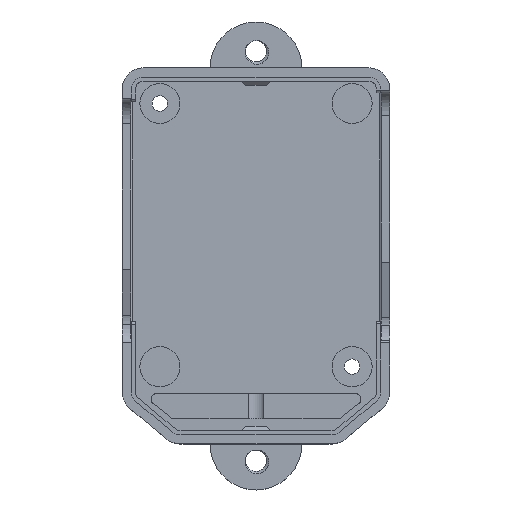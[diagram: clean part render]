
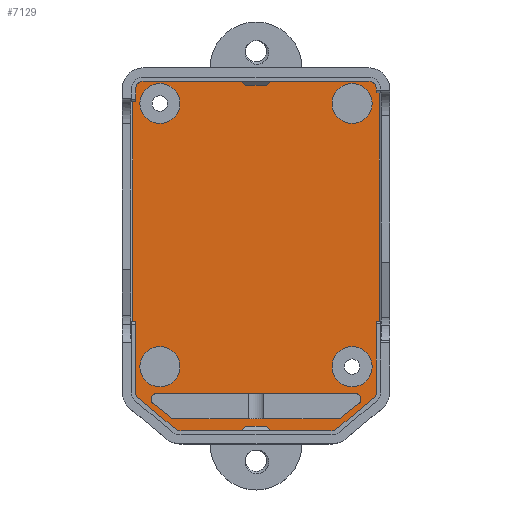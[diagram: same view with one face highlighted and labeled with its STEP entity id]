
A CAD part, top view. The second image highlights one B-rep face of the part: STEP entity #7129.
In plain terms, the highlighted face is planar.
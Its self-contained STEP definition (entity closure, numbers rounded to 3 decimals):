
#63=FACE_BOUND('',#1149,.T.);
#64=FACE_BOUND('',#1150,.T.);
#65=FACE_BOUND('',#1151,.T.);
#66=FACE_BOUND('',#1152,.T.);
#67=FACE_BOUND('',#1153,.T.);
#219=PLANE('',#7548);
#736=FACE_OUTER_BOUND('',#1148,.T.);
#1148=EDGE_LOOP('',(#6585,#6586,#6587,#6588,#6589,#6590,#6591,#6592,#6593,
#6594,#6595,#6596));
#1149=EDGE_LOOP('',(#6597));
#1150=EDGE_LOOP('',(#6598));
#1151=EDGE_LOOP('',(#6599));
#1152=EDGE_LOOP('',(#6600));
#1153=EDGE_LOOP('',(#6601,#6602,#6603,#6604,#6605,#6606,#6607,#6608,#6609,
#6610,#6611,#6612));
#1234=CIRCLE('',#7337,4.8);
#1236=CIRCLE('',#7341,4.8);
#1238=CIRCLE('',#7345,4.8);
#1240=CIRCLE('',#7349,4.8);
#1241=CIRCLE('',#7352,1.);
#1242=CIRCLE('',#7355,1.);
#1243=CIRCLE('',#7358,1.);
#1244=CIRCLE('',#7361,1.);
#1245=CIRCLE('',#7363,1.);
#1246=CIRCLE('',#7365,1.);
#1323=CIRCLE('',#7549,2.5);
#1324=CIRCLE('',#7550,2.5);
#1325=CIRCLE('',#7551,2.5);
#1326=CIRCLE('',#7552,2.5);
#1327=CIRCLE('',#7553,2.5);
#1328=CIRCLE('',#7554,2.5);
#2035=LINE('',#15720,#2601);
#2051=LINE('',#15785,#2617);
#2054=LINE('',#15794,#2620);
#2057=LINE('',#15802,#2623);
#2061=LINE('',#15815,#2627);
#2062=LINE('',#15817,#2628);
#2220=LINE('',#16341,#2786);
#2221=LINE('',#16345,#2787);
#2222=LINE('',#16349,#2788);
#2223=LINE('',#16353,#2789);
#2224=LINE('',#16357,#2790);
#2225=LINE('',#16360,#2791);
#2601=VECTOR('',#8299,10.);
#2617=VECTOR('',#8369,10.);
#2620=VECTOR('',#8378,10.);
#2623=VECTOR('',#8387,10.);
#2627=VECTOR('',#8405,10.);
#2628=VECTOR('',#8408,10.);
#2786=VECTOR('',#8930,10.);
#2787=VECTOR('',#8933,10.);
#2788=VECTOR('',#8936,10.);
#2789=VECTOR('',#8939,10.);
#2790=VECTOR('',#8942,10.);
#2791=VECTOR('',#8945,10.);
#3314=VERTEX_POINT('',#15717);
#3315=VERTEX_POINT('',#15719);
#3328=VERTEX_POINT('',#15751);
#3330=VERTEX_POINT('',#15758);
#3332=VERTEX_POINT('',#15765);
#3334=VERTEX_POINT('',#15772);
#3335=VERTEX_POINT('',#15777);
#3336=VERTEX_POINT('',#15779);
#3337=VERTEX_POINT('',#15783);
#3338=VERTEX_POINT('',#15787);
#3339=VERTEX_POINT('',#15789);
#3340=VERTEX_POINT('',#15793);
#3341=VERTEX_POINT('',#15797);
#3342=VERTEX_POINT('',#15801);
#3343=VERTEX_POINT('',#15807);
#3344=VERTEX_POINT('',#15811);
#3472=VERTEX_POINT('',#16337);
#3473=VERTEX_POINT('',#16338);
#3474=VERTEX_POINT('',#16340);
#3475=VERTEX_POINT('',#16342);
#3476=VERTEX_POINT('',#16344);
#3477=VERTEX_POINT('',#16346);
#3478=VERTEX_POINT('',#16348);
#3479=VERTEX_POINT('',#16350);
#3480=VERTEX_POINT('',#16352);
#3481=VERTEX_POINT('',#16354);
#3482=VERTEX_POINT('',#16356);
#3483=VERTEX_POINT('',#16358);
#4238=EDGE_CURVE('',#3315,#3314,#2035,.T.);
#4255=EDGE_CURVE('',#3328,#3328,#1234,.T.);
#4258=EDGE_CURVE('',#3330,#3330,#1236,.T.);
#4261=EDGE_CURVE('',#3332,#3332,#1238,.T.);
#4264=EDGE_CURVE('',#3334,#3334,#1240,.T.);
#4266=EDGE_CURVE('',#3335,#3336,#1241,.F.);
#4269=EDGE_CURVE('',#3335,#3337,#2051,.T.);
#4271=EDGE_CURVE('',#3338,#3339,#1242,.F.);
#4273=EDGE_CURVE('',#3340,#3339,#2054,.T.);
#4275=EDGE_CURVE('',#3340,#3341,#1243,.F.);
#4277=EDGE_CURVE('',#3342,#3341,#2057,.T.);
#4279=EDGE_CURVE('',#3342,#3314,#1244,.F.);
#4281=EDGE_CURVE('',#3343,#3337,#1245,.F.);
#4282=EDGE_CURVE('',#3315,#3344,#1246,.F.);
#4284=EDGE_CURVE('',#3343,#3344,#2061,.T.);
#4285=EDGE_CURVE('',#3338,#3336,#2062,.T.);
#4522=EDGE_CURVE('',#3472,#3473,#1323,.T.);
#4523=EDGE_CURVE('',#3473,#3474,#2220,.T.);
#4524=EDGE_CURVE('',#3474,#3475,#1324,.T.);
#4525=EDGE_CURVE('',#3475,#3476,#2221,.T.);
#4526=EDGE_CURVE('',#3476,#3477,#1325,.T.);
#4527=EDGE_CURVE('',#3477,#3478,#2222,.T.);
#4528=EDGE_CURVE('',#3478,#3479,#1326,.T.);
#4529=EDGE_CURVE('',#3479,#3480,#2223,.T.);
#4530=EDGE_CURVE('',#3480,#3481,#1327,.T.);
#4531=EDGE_CURVE('',#3481,#3482,#2224,.T.);
#4532=EDGE_CURVE('',#3482,#3483,#1328,.T.);
#4533=EDGE_CURVE('',#3483,#3472,#2225,.T.);
#6585=ORIENTED_EDGE('',*,*,#4522,.T.);
#6586=ORIENTED_EDGE('',*,*,#4523,.T.);
#6587=ORIENTED_EDGE('',*,*,#4524,.T.);
#6588=ORIENTED_EDGE('',*,*,#4525,.T.);
#6589=ORIENTED_EDGE('',*,*,#4526,.T.);
#6590=ORIENTED_EDGE('',*,*,#4527,.T.);
#6591=ORIENTED_EDGE('',*,*,#4528,.T.);
#6592=ORIENTED_EDGE('',*,*,#4529,.T.);
#6593=ORIENTED_EDGE('',*,*,#4530,.T.);
#6594=ORIENTED_EDGE('',*,*,#4531,.T.);
#6595=ORIENTED_EDGE('',*,*,#4532,.T.);
#6596=ORIENTED_EDGE('',*,*,#4533,.T.);
#6597=ORIENTED_EDGE('',*,*,#4255,.T.);
#6598=ORIENTED_EDGE('',*,*,#4258,.T.);
#6599=ORIENTED_EDGE('',*,*,#4261,.T.);
#6600=ORIENTED_EDGE('',*,*,#4264,.T.);
#6601=ORIENTED_EDGE('',*,*,#4238,.T.);
#6602=ORIENTED_EDGE('',*,*,#4279,.F.);
#6603=ORIENTED_EDGE('',*,*,#4277,.T.);
#6604=ORIENTED_EDGE('',*,*,#4275,.F.);
#6605=ORIENTED_EDGE('',*,*,#4273,.T.);
#6606=ORIENTED_EDGE('',*,*,#4271,.F.);
#6607=ORIENTED_EDGE('',*,*,#4285,.T.);
#6608=ORIENTED_EDGE('',*,*,#4266,.F.);
#6609=ORIENTED_EDGE('',*,*,#4269,.T.);
#6610=ORIENTED_EDGE('',*,*,#4281,.F.);
#6611=ORIENTED_EDGE('',*,*,#4284,.T.);
#6612=ORIENTED_EDGE('',*,*,#4282,.F.);
#7129=ADVANCED_FACE('',(#736,#63,#64,#65,#66,#67),#219,.T.);
#7337=AXIS2_PLACEMENT_3D('',#15753,#8329,#8330);
#7341=AXIS2_PLACEMENT_3D('',#15760,#8338,#8339);
#7345=AXIS2_PLACEMENT_3D('',#15767,#8347,#8348);
#7349=AXIS2_PLACEMENT_3D('',#15774,#8356,#8357);
#7352=AXIS2_PLACEMENT_3D('',#15780,#8363,#8364);
#7355=AXIS2_PLACEMENT_3D('',#15790,#8373,#8374);
#7358=AXIS2_PLACEMENT_3D('',#15798,#8382,#8383);
#7361=AXIS2_PLACEMENT_3D('',#15805,#8391,#8392);
#7363=AXIS2_PLACEMENT_3D('',#15809,#8396,#8397);
#7365=AXIS2_PLACEMENT_3D('',#15812,#8400,#8401);
#7548=AXIS2_PLACEMENT_3D('',#16336,#8926,#8927);
#7549=AXIS2_PLACEMENT_3D('',#16339,#8928,#8929);
#7550=AXIS2_PLACEMENT_3D('',#16343,#8931,#8932);
#7551=AXIS2_PLACEMENT_3D('',#16347,#8934,#8935);
#7552=AXIS2_PLACEMENT_3D('',#16351,#8937,#8938);
#7553=AXIS2_PLACEMENT_3D('',#16355,#8940,#8941);
#7554=AXIS2_PLACEMENT_3D('',#16359,#8943,#8944);
#8299=DIRECTION('',(1.,0.,0.));
#8329=DIRECTION('center_axis',(0.,-1.,0.));
#8330=DIRECTION('ref_axis',(1.,0.,0.));
#8338=DIRECTION('center_axis',(0.,-1.,0.));
#8339=DIRECTION('ref_axis',(1.,0.,0.));
#8347=DIRECTION('center_axis',(0.,-1.,0.));
#8348=DIRECTION('ref_axis',(1.,0.,0.));
#8356=DIRECTION('center_axis',(0.,-1.,0.));
#8357=DIRECTION('ref_axis',(1.,0.,0.));
#8363=DIRECTION('center_axis',(0.,-1.,0.));
#8364=DIRECTION('ref_axis',(-0.331,0.,0.944));
#8369=DIRECTION('',(-0.781,0.,-0.625));
#8373=DIRECTION('center_axis',(0.,-1.,0.));
#8374=DIRECTION('ref_axis',(0.331,0.,0.944));
#8378=DIRECTION('',(-0.781,0.,0.625));
#8382=DIRECTION('center_axis',(0.,-1.,0.));
#8383=DIRECTION('ref_axis',(0.901,0.,0.433));
#8387=DIRECTION('',(0.,0.,1.));
#8391=DIRECTION('center_axis',(0.,-1.,0.));
#8392=DIRECTION('ref_axis',(0.707,0.,-0.707));
#8396=DIRECTION('center_axis',(0.,-1.,0.));
#8397=DIRECTION('ref_axis',(-0.901,0.,0.433));
#8400=DIRECTION('center_axis',(0.,-1.,0.));
#8401=DIRECTION('ref_axis',(-0.707,0.,-0.707));
#8405=DIRECTION('',(0.,0.,-1.));
#8408=DIRECTION('',(-1.,0.,0.));
#8926=DIRECTION('center_axis',(0.,1.,0.));
#8927=DIRECTION('ref_axis',(1.,0.,0.));
#8928=DIRECTION('center_axis',(0.,1.,0.));
#8929=DIRECTION('ref_axis',(-0.34,0.,0.94));
#8930=DIRECTION('',(1.,0.,0.));
#8931=DIRECTION('center_axis',(0.,1.,0.));
#8932=DIRECTION('ref_axis',(0.34,0.,0.94));
#8933=DIRECTION('',(0.768,0.,-0.64));
#8934=DIRECTION('center_axis',(0.,1.,0.));
#8935=DIRECTION('ref_axis',(0.906,0.,0.424));
#8936=DIRECTION('',(0.,0.,-1.));
#8937=DIRECTION('center_axis',(0.,1.,0.));
#8938=DIRECTION('ref_axis',(0.707,0.,-0.707));
#8939=DIRECTION('',(-1.,0.,0.));
#8940=DIRECTION('center_axis',(0.,1.,0.));
#8941=DIRECTION('ref_axis',(-0.707,0.,-0.707));
#8942=DIRECTION('',(0.,0.,1.));
#8943=DIRECTION('center_axis',(0.,1.,0.));
#8944=DIRECTION('ref_axis',(-0.906,0.,0.424));
#8945=DIRECTION('',(0.768,0.,0.64));
#15717=CARTESIAN_POINT('',(24.,2.,38.));
#15719=CARTESIAN_POINT('',(-24.,2.,38.));
#15720=CARTESIAN_POINT('',(12.5,2.,38.));
#15751=CARTESIAN_POINT('',(18.2,2.,-31.5));
#15753=CARTESIAN_POINT('Origin',(23.,2.,-31.5));
#15758=CARTESIAN_POINT('',(-27.8,2.,31.5));
#15760=CARTESIAN_POINT('Origin',(-23.,2.,31.5));
#15765=CARTESIAN_POINT('',(18.2,2.,31.5));
#15767=CARTESIAN_POINT('Origin',(23.,2.,31.5));
#15772=CARTESIAN_POINT('',(-27.8,2.,-31.5));
#15774=CARTESIAN_POINT('Origin',(-23.,2.,-31.5));
#15777=CARTESIAN_POINT('',(-20.274,2.,43.781));
#15779=CARTESIAN_POINT('',(-19.649,2.,44.));
#15780=CARTESIAN_POINT('Origin',(-19.649,2.,43.));
#15783=CARTESIAN_POINT('',(-24.625,2.,40.3));
#15785=CARTESIAN_POINT('',(-25.915,2.,39.268));
#15787=CARTESIAN_POINT('',(19.649,2.,44.));
#15789=CARTESIAN_POINT('',(20.274,2.,43.781));
#15790=CARTESIAN_POINT('Origin',(19.649,2.,43.));
#15793=CARTESIAN_POINT('',(24.625,2.,40.3));
#15794=CARTESIAN_POINT('',(23.415,2.,41.268));
#15797=CARTESIAN_POINT('',(25.,2.,39.519));
#15798=CARTESIAN_POINT('Origin',(24.,2.,39.519));
#15801=CARTESIAN_POINT('',(25.,2.,39.));
#15802=CARTESIAN_POINT('',(25.,2.,22.5));
#15805=CARTESIAN_POINT('Origin',(24.,2.,39.));
#15807=CARTESIAN_POINT('',(-25.,2.,39.519));
#15809=CARTESIAN_POINT('Origin',(-24.,2.,39.519));
#15811=CARTESIAN_POINT('',(-25.,2.,39.));
#15812=CARTESIAN_POINT('Origin',(-24.,2.,39.));
#15815=CARTESIAN_POINT('',(-25.,2.,21.5));
#15817=CARTESIAN_POINT('',(-10.,2.,44.));
#16336=CARTESIAN_POINT('Origin',(0.,2.,5.));
#16337=CARTESIAN_POINT('',(-19.79,2.,46.921));
#16338=CARTESIAN_POINT('',(-18.19,2.,47.5));
#16339=CARTESIAN_POINT('Origin',(-18.19,2.,45.));
#16340=CARTESIAN_POINT('',(18.19,2.,47.5));
#16341=CARTESIAN_POINT('',(-10.,2.,47.5));
#16342=CARTESIAN_POINT('',(19.79,2.,46.921));
#16343=CARTESIAN_POINT('Origin',(18.19,2.,45.));
#16344=CARTESIAN_POINT('',(28.6,2.,39.579));
#16345=CARTESIAN_POINT('',(23.563,2.,43.776));
#16346=CARTESIAN_POINT('',(29.5,2.,37.658));
#16347=CARTESIAN_POINT('Origin',(27.,2.,37.658));
#16348=CARTESIAN_POINT('',(29.5,2.,-35.));
#16349=CARTESIAN_POINT('',(29.5,2.,22.5));
#16350=CARTESIAN_POINT('',(27.,2.,-37.5));
#16351=CARTESIAN_POINT('Origin',(27.,2.,-35.));
#16352=CARTESIAN_POINT('',(-27.,2.,-37.5));
#16353=CARTESIAN_POINT('',(16.,2.,-37.5));
#16354=CARTESIAN_POINT('',(-29.5,2.,-35.));
#16355=CARTESIAN_POINT('Origin',(-27.,2.,-35.));
#16356=CARTESIAN_POINT('',(-29.5,2.,37.658));
#16357=CARTESIAN_POINT('',(-29.5,2.,-17.5));
#16358=CARTESIAN_POINT('',(-28.6,2.,39.579));
#16359=CARTESIAN_POINT('Origin',(-27.,2.,37.658));
#16360=CARTESIAN_POINT('',(-29.563,2.,38.776));
